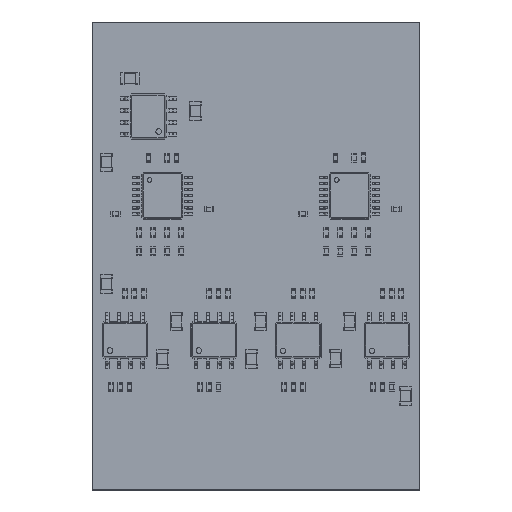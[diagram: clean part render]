
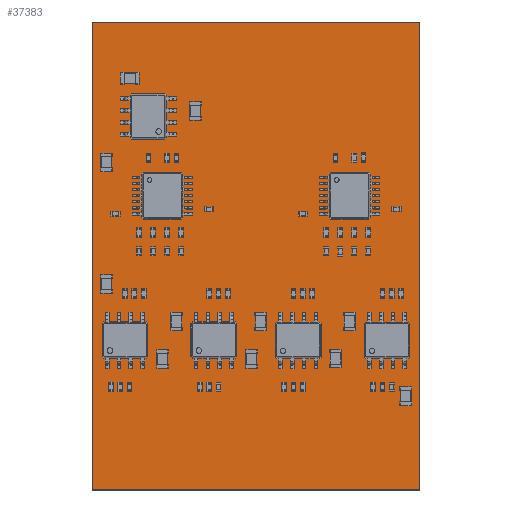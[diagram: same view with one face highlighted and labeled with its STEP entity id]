
A CAD part, top view. The second image highlights one B-rep face of the part: STEP entity #37383.
In plain terms, the highlighted planar face has unit normal (0, 0, 1).
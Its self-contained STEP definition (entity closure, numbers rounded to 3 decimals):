
#37254 = VERTEX_POINT('',#37255);
#37255 = CARTESIAN_POINT('',(168.5,-121.5,1.6));
#37261 = EDGE_CURVE('',#37254,#37262,#37264,.T.);
#37262 = VERTEX_POINT('',#37263);
#37263 = CARTESIAN_POINT('',(133.5,-121.5,1.6));
#37264 = LINE('',#37265,#37266);
#37265 = CARTESIAN_POINT('',(168.5,-121.5,1.6));
#37266 = VECTOR('',#37267,1.);
#37267 = DIRECTION('',(-1.,0.,0.));
#37292 = EDGE_CURVE('',#37262,#37293,#37295,.T.);
#37293 = VERTEX_POINT('',#37294);
#37294 = CARTESIAN_POINT('',(133.5,-71.5,1.6));
#37295 = LINE('',#37296,#37297);
#37296 = CARTESIAN_POINT('',(133.5,-121.5,1.6));
#37297 = VECTOR('',#37298,1.);
#37298 = DIRECTION('',(0.,1.,0.));
#37323 = EDGE_CURVE('',#37293,#37324,#37326,.T.);
#37324 = VERTEX_POINT('',#37325);
#37325 = CARTESIAN_POINT('',(168.5,-71.5,1.6));
#37326 = LINE('',#37327,#37328);
#37327 = CARTESIAN_POINT('',(133.5,-71.5,1.6));
#37328 = VECTOR('',#37329,1.);
#37329 = DIRECTION('',(1.,0.,0.));
#37354 = EDGE_CURVE('',#37324,#37254,#37355,.T.);
#37355 = LINE('',#37356,#37357);
#37356 = CARTESIAN_POINT('',(168.5,-71.5,1.6));
#37357 = VECTOR('',#37358,1.);
#37358 = DIRECTION('',(0.,-1.,0.));
#37383 = ADVANCED_FACE('',(#37384),#37390,.T.);
#37384 = FACE_BOUND('',#37385,.F.);
#37385 = EDGE_LOOP('',(#37386,#37387,#37388,#37389));
#37386 = ORIENTED_EDGE('',*,*,#37261,.T.);
#37387 = ORIENTED_EDGE('',*,*,#37292,.T.);
#37388 = ORIENTED_EDGE('',*,*,#37323,.T.);
#37389 = ORIENTED_EDGE('',*,*,#37354,.T.);
#37390 = PLANE('',#37391);
#37391 = AXIS2_PLACEMENT_3D('',#37392,#37393,#37394);
#37392 = CARTESIAN_POINT('',(0.,0.,1.6));
#37393 = DIRECTION('',(0.,0.,1.));
#37394 = DIRECTION('',(1.,0.,-0.));
